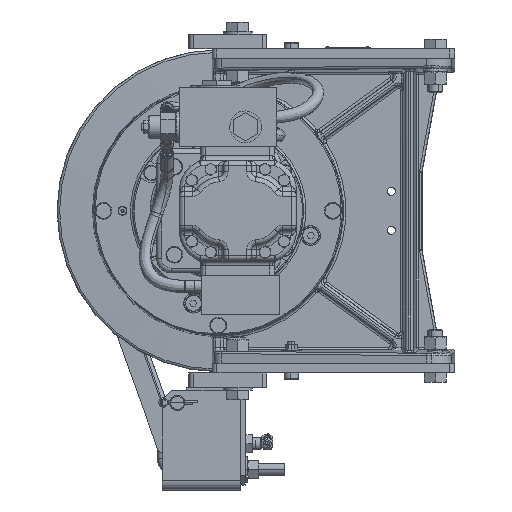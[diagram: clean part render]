
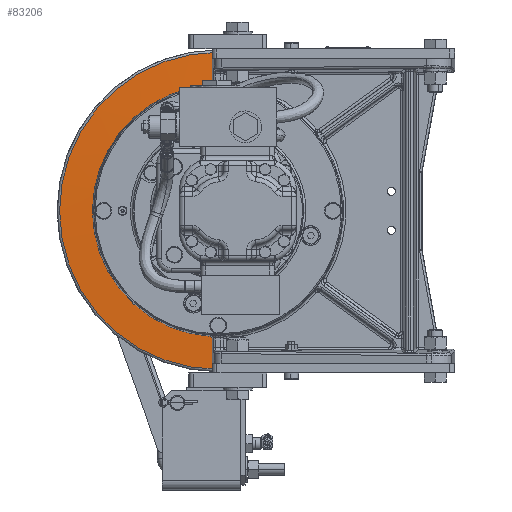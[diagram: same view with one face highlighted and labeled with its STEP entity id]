
A CAD part, left-side view. The second image highlights one B-rep face of the part: STEP entity #83206.
In plain terms, the highlighted conical face has half-angle 88 degrees and reference radius 151.971 mm.
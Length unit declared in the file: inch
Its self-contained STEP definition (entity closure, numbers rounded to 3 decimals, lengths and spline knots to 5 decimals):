
#80799=CARTESIAN_POINT('',(2.73318,0.,0.));
#80800=DIRECTION('',(-1.,0.,0.));
#80801=DIRECTION('',(0.,0.,1.));
#80802=AXIS2_PLACEMENT_3D('',#80799,#80800,#80801);
#80840=DIRECTION('',(-0.035,0.,-0.999));
#80841=VECTOR('',#80840,4.29512);
#80842=CARTESIAN_POINT('',(2.88308,0.,8.12936));
#80843=LINE('',#80842,#80841);
#80844=DIRECTION('',(0.035,0.,-0.999));
#80845=VECTOR('',#80844,4.29512);
#80846=CARTESIAN_POINT('',(2.73318,0.,-3.83686));
#80847=LINE('',#80846,#80845);
#80949=CARTESIAN_POINT('',(2.88308,0.,0.));
#80950=DIRECTION('',(1.,0.,0.));
#80951=DIRECTION('',(0.,0.,-1.));
#80952=AXIS2_PLACEMENT_3D('',#80949,#80950,#80951);
#82773=CARTESIAN_POINT('',(2.73318,0.,-3.83686));
#82774=CARTESIAN_POINT('',(2.73318,0.,3.83686));
#82775=VERTEX_POINT('',#82773);
#82776=VERTEX_POINT('',#82774);
#82783=CARTESIAN_POINT('',(2.88308,0.,-8.12936));
#82784=VERTEX_POINT('',#82783);
#82785=CARTESIAN_POINT('',(2.88308,0.,8.12936));
#82786=VERTEX_POINT('',#82785);
#83192=CARTESIAN_POINT('',(2.80813,0.,0.));
#83193=DIRECTION('',(1.,0.,0.));
#83194=DIRECTION('',(0.,0.,-1.));
#83195=AXIS2_PLACEMENT_3D('',#83192,#83193,#83194);
#83196=CONICAL_SURFACE('',#83195,5.98311,88.);
#83198=ORIENTED_EDGE('',*,*,#83197,.T.);
#83199=ORIENTED_EDGE('',*,*,#83080,.T.);
#83201=ORIENTED_EDGE('',*,*,#83200,.T.);
#83203=ORIENTED_EDGE('',*,*,#83202,.T.);
#83204=EDGE_LOOP('',(#83198,#83199,#83201,#83203));
#83205=FACE_OUTER_BOUND('',#83204,.F.);
#80803=CIRCLE('',#80802,3.83686);
#80953=CIRCLE('',#80952,8.12936);
#83080=EDGE_CURVE('',#82776,#82775,#80803,.T.);
#83197=EDGE_CURVE('',#82786,#82776,#80843,.T.);
#83200=EDGE_CURVE('',#82775,#82784,#80847,.T.);
#83202=EDGE_CURVE('',#82784,#82786,#80953,.T.);
#83206=ADVANCED_FACE('',(#83205),#83196,.T.);
